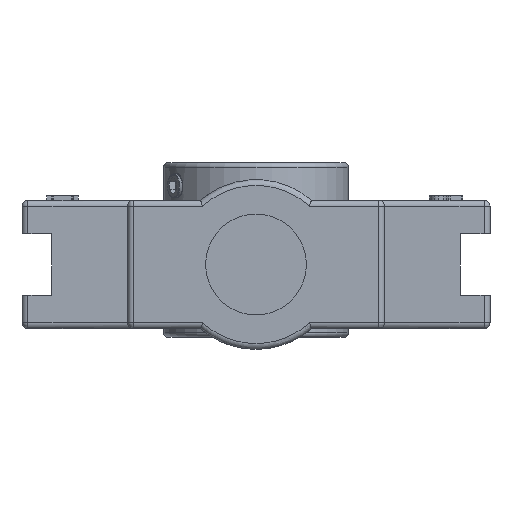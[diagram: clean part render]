
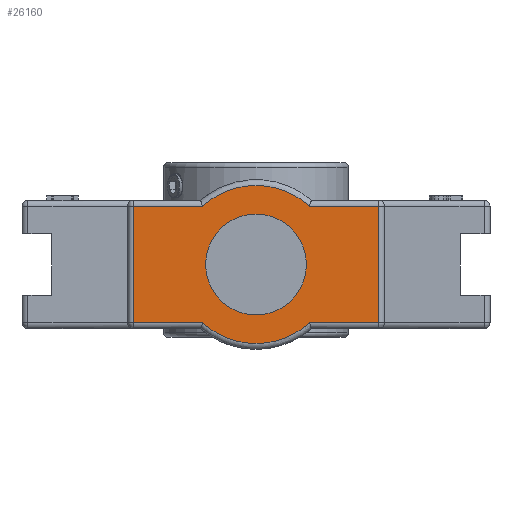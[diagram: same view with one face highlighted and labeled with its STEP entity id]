
A CAD part, front view. The second image highlights one B-rep face of the part: STEP entity #26160.
In plain terms, the highlighted planar face has unit normal (0, -1, 0).
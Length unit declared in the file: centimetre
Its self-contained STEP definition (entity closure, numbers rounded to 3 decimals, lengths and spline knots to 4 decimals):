
#24073=CARTESIAN_POINT('',(-2.673,-7.,1.273));
#24074=VERTEX_POINT('',#24073);
#24099=CARTESIAN_POINT('',(2.673,-7.,1.273));
#24100=VERTEX_POINT('',#24099);
#24132=CARTESIAN_POINT('',(-2.673,-7.,-1.273));
#24133=VERTEX_POINT('',#24132);
#24167=CARTESIAN_POINT('',(2.673,-7.,-1.273));
#24168=VERTEX_POINT('',#24167);
#24731=CARTESIAN_POINT('',(2.673,-7.,1.5676));
#24732=DIRECTION('',(0.,-0.,-1.));
#24733=VECTOR('',#24732,3.1353);
#24734=LINE('',#24731,#24733);
#24735=EDGE_CURVE('',#24100,#24168,#24734,.T.);
#24761=CARTESIAN_POINT('',(1.1611,-7.,-1.273));
#24762=VERTEX_POINT('',#24761);
#24763=CARTESIAN_POINT('',(5.2397,-7.,-1.273));
#24764=DIRECTION('',(-1.,-0.,0.));
#24765=VECTOR('',#24764,10.4794);
#24766=LINE('',#24763,#24765);
#24767=EDGE_CURVE('',#24168,#24762,#24766,.T.);
#24802=CARTESIAN_POINT('',(-2.673,-7.,-1.5676));
#24803=DIRECTION('',(0.,0.,1.));
#24804=VECTOR('',#24803,3.1353);
#24805=LINE('',#24802,#24804);
#24806=EDGE_CURVE('',#24133,#24074,#24805,.T.);
#24816=CARTESIAN_POINT('',(-1.1611,-7.,-1.273));
#24817=VERTEX_POINT('',#24816);
#24818=CARTESIAN_POINT('',(5.2397,-7.,-1.273));
#24819=DIRECTION('',(-1.,-0.,0.));
#24820=VECTOR('',#24819,10.4794);
#24821=LINE('',#24818,#24820);
#24822=EDGE_CURVE('',#24817,#24133,#24821,.T.);
#24858=CARTESIAN_POINT('',(1.1611,-7.,1.273));
#24859=VERTEX_POINT('',#24858);
#24860=CARTESIAN_POINT('',(-5.2397,-7.,1.273));
#24861=DIRECTION('',(1.,0.,-0.));
#24862=VECTOR('',#24861,10.4794);
#24863=LINE('',#24860,#24862);
#24864=EDGE_CURVE('',#24859,#24100,#24863,.T.);
#24922=CARTESIAN_POINT('',(0.,-7.,0.));
#24923=DIRECTION('',(0.,1.,0.));
#24924=DIRECTION('',(0.,0.,-1.));
#24925=AXIS2_PLACEMENT_3D('',#24922,#24923,#24924);
#24926=CIRCLE('',#24925,1.723);
#24927=EDGE_CURVE('',#24762,#24817,#24926,.T.);
#24987=CARTESIAN_POINT('',(-1.1611,-7.,1.273));
#24988=VERTEX_POINT('',#24987);
#24989=CARTESIAN_POINT('',(-5.2397,-7.,1.273));
#24990=DIRECTION('',(1.,0.,-0.));
#24991=VECTOR('',#24990,10.4794);
#24992=LINE('',#24989,#24991);
#24993=EDGE_CURVE('',#24074,#24988,#24992,.T.);
#25020=CARTESIAN_POINT('',(0.,-7.,0.));
#25021=DIRECTION('',(0.,1.,-0.));
#25022=DIRECTION('',(-0.,0.,1.));
#25023=AXIS2_PLACEMENT_3D('',#25020,#25021,#25022);
#25024=CIRCLE('',#25023,1.723);
#25025=EDGE_CURVE('',#24988,#24859,#25024,.T.);
#26125=CARTESIAN_POINT('',(-1.4,-7.,0.));
#26126=DIRECTION('',(0.,-1.,0.));
#26127=DIRECTION('',(1.,0.,0.));
#26128=AXIS2_PLACEMENT_3D('',#26125,#26126,#26127);
#26129=PLANE('',#26128);
#26130=CARTESIAN_POINT('',(1.1,-7.,0.));
#26131=VERTEX_POINT('',#26130);
#26132=CARTESIAN_POINT('',(-1.1,-7.,-0.));
#26133=VERTEX_POINT('',#26132);
#26134=CARTESIAN_POINT('',(0.,-7.,0.));
#26135=DIRECTION('',(-0.,1.,0.));
#26136=DIRECTION('',(1.,0.,0.));
#26137=AXIS2_PLACEMENT_3D('',#26134,#26135,#26136);
#26138=CIRCLE('',#26137,1.1);
#26139=EDGE_CURVE('',#26131,#26133,#26138,.T.);
#26140=ORIENTED_EDGE('',*,*,#26139,.T.);
#26141=CARTESIAN_POINT('',(0.,-7.,0.));
#26142=DIRECTION('',(-0.,1.,0.));
#26143=DIRECTION('',(1.,0.,0.));
#26144=AXIS2_PLACEMENT_3D('',#26141,#26142,#26143);
#26145=CIRCLE('',#26144,1.1);
#26146=EDGE_CURVE('',#26133,#26131,#26145,.T.);
#26147=ORIENTED_EDGE('',*,*,#26146,.T.);
#26148=EDGE_LOOP('',(#26140,#26147));
#26149=FACE_BOUND('',#26148,.T.);
#26150=ORIENTED_EDGE('',*,*,#24806,.F.);
#26151=ORIENTED_EDGE('',*,*,#24822,.F.);
#26152=ORIENTED_EDGE('',*,*,#24927,.F.);
#26153=ORIENTED_EDGE('',*,*,#24767,.F.);
#26154=ORIENTED_EDGE('',*,*,#24735,.F.);
#26155=ORIENTED_EDGE('',*,*,#24864,.F.);
#26156=ORIENTED_EDGE('',*,*,#25025,.F.);
#26157=ORIENTED_EDGE('',*,*,#24993,.F.);
#26158=EDGE_LOOP('',(#26150,#26151,#26152,#26153,#26154,#26155,#26156,#26157));
#26159=FACE_BOUND('',#26158,.T.);
#26160=ADVANCED_FACE('',(#26149,#26159),#26129,.T.);
